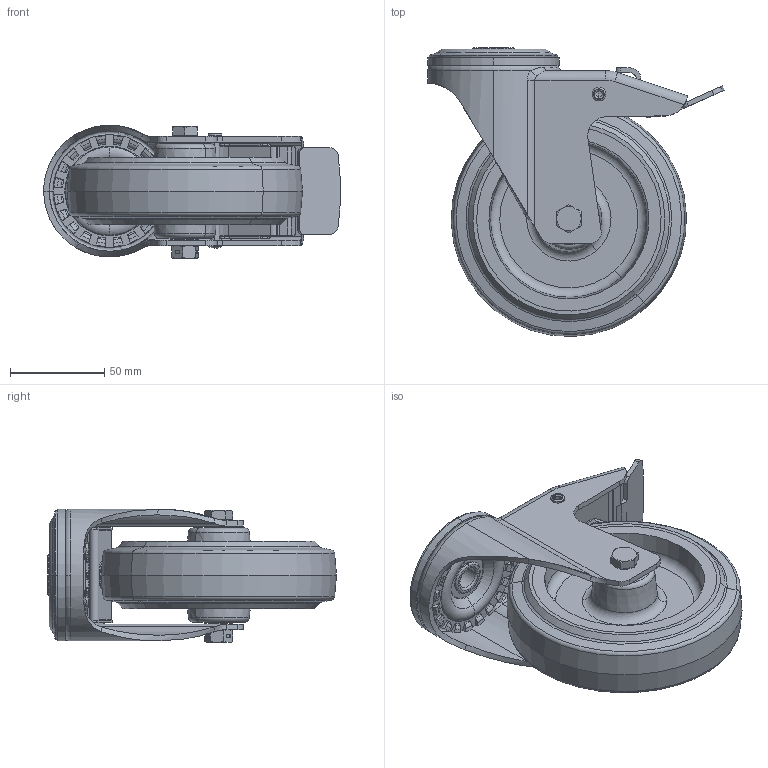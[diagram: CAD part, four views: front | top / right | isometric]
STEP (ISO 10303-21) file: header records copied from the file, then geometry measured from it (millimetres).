
FILE_DESCRIPTION (( 'STEP AP214' ), '1' );
FILE_NAME ('0055792.step', '2023-08-11T08:04:08', ( '' ), ( '' ), 'SwSTEP 2.0', 'SolidWorks 2020', '' );
FILE_SCHEMA (( 'AUTOMOTIVE_DESIGN' ));
Length unit declared in the file: millimetre
Products named in the file (1): 0055792
Bounding box: 157.58 x 153.47 x 71 mm (x, y, z)
Surface area: 133976.4 mm2 (no closed solid volume)
Topology: 0 solids, 14 shells, 570 faces, 1638 edges, 1074 vertices
Faces by surface type: plane 170, cylinder 142, torus 110, cone 108, bspline 24, sphere 16
Entity records: 28387 total; most frequent: CARTESIAN_POINT 7607, DIRECTION 3041, ORIENTED_EDGE 2843, EDGE_CURVE 1640, AXIS2_PLACEMENT_3D 1208, VERTEX_POINT 1076, CIRCLE 661, VECTOR 625
